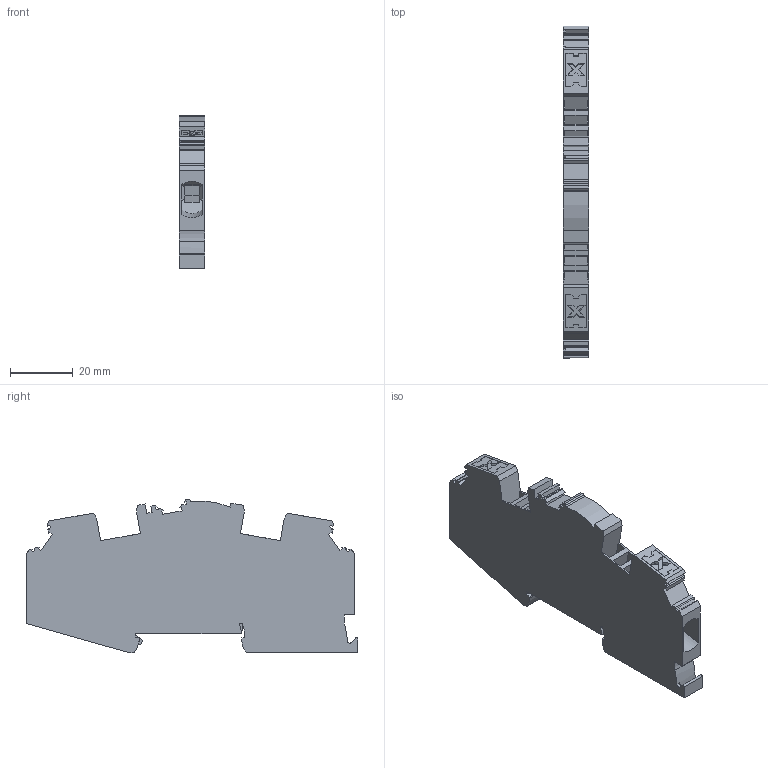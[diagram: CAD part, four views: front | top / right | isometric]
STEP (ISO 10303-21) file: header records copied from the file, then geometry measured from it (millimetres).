
FILE_DESCRIPTION(('Creo Elements/Direct Modeling STEP Export'),'2;1');
FILE_NAME('model.stp','2024-05-14T12:58:00',(''),(''),'Creo Elements/Direct Modeling STEP processor for AP214 (Solid Model)','Creo Elements/Direct Modeling 20.1D 10-Oct-2020 (C) Parametric Technology GmbH','');
FILE_SCHEMA(('AUTOMOTIVE_DESIGN { 1 0 10303 214 1 1 1 1 }'));
Length unit declared in the file: millimetre
Products named in the file (2): XTVMED_6_PE-Select
Assembly tree (1 placements, depth 2):
  XTVMED_6_PE-Select
    XTVMED_6_PE-Select
Bounding box: 8.15 x 105.4 x 48.62 mm (x, y, z)
Volume: 27973.6 mm3; surface area: 13922.9 mm2
Topology: 1 solids, 1 shells, 256 faces, 742 edges, 496 vertices
Faces by surface type: plane 232, cylinder 24
Entity records: 10406 total; most frequent: CARTESIAN_POINT 1590, ORIENTED_EDGE 1484, DIRECTION 1271, EDGE_CURVE 742, VECTOR 661, LINE 661, VERTEX_POINT 496, AXIS2_PLACEMENT_3D 305
